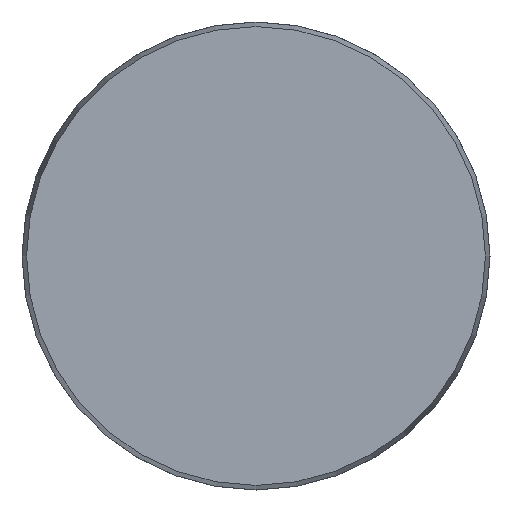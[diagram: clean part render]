
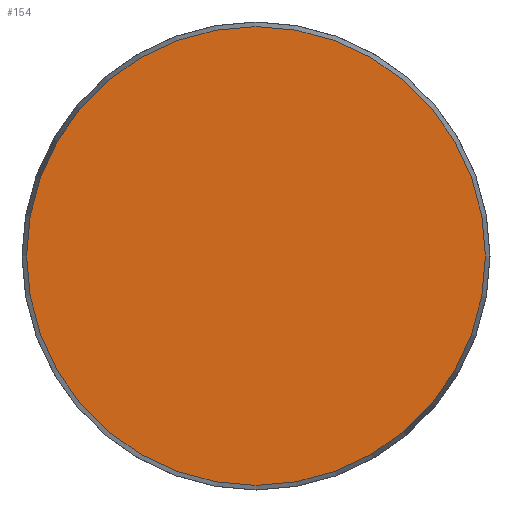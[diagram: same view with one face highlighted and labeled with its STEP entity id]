
A CAD part, front view. The second image highlights one B-rep face of the part: STEP entity #154.
In plain terms, the highlighted planar face has unit normal (0, -1, 0).
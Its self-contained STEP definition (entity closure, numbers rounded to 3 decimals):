
#101 = CARTESIAN_POINT ( 'NONE',  ( 0., 0., 0. ) ) ;
#116 = PLANE ( 'NONE',  #452 ) ;
#122 = VERTEX_POINT ( 'NONE', #310 ) ;
#154 = ADVANCED_FACE ( 'NONE', ( #246 ), #116, .F. ) ;
#157 = DIRECTION ( 'NONE',  ( 0., 0., 1. ) ) ;
#246 = FACE_OUTER_BOUND ( 'NONE', #431, .T. ) ;
#287 = AXIS2_PLACEMENT_3D ( 'NONE', #101, #321, #366 ) ;
#310 = CARTESIAN_POINT ( 'NONE',  ( 0., 0., -28.425 ) ) ;
#321 = DIRECTION ( 'NONE',  ( 0., -1., 0. ) ) ;
#342 = CARTESIAN_POINT ( 'NONE',  ( -28.425, 0., 0. ) ) ;
#366 = DIRECTION ( 'NONE',  ( 0., 0., -1. ) ) ;
#374 = DIRECTION ( 'NONE',  ( 0., 1., 0. ) ) ;
#412 = ORIENTED_EDGE ( 'NONE', *, *, #464, .T. ) ;
#431 = EDGE_LOOP ( 'NONE', ( #412 ) ) ;
#452 = AXIS2_PLACEMENT_3D ( 'NONE', #342, #374, #157 ) ;
#464 = EDGE_CURVE ( 'NONE', #122, #122, #470, .T. ) ;
#470 = CIRCLE ( 'NONE', #287, 28.425 ) ;
